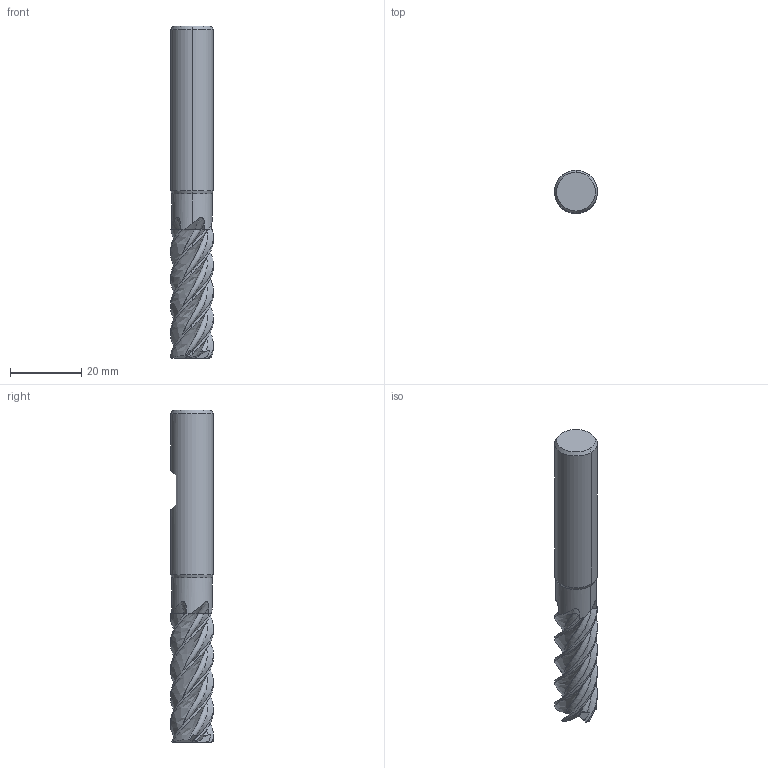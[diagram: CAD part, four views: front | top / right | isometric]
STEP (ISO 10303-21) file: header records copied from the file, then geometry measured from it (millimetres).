
FILE_DESCRIPTION(('no description'),'unknown implementation level');
FILE_NAME('EXPK1-M02-0254-12-Detail.stp',' ',('CIMSOURCE GmbH'),('CADClick - KiM GmbH - www.kimweb.de'),'unknown preprocess','ACIS','unknown authorization');
FILE_SCHEMA(('automotive_design'));
Length unit declared in the file: millimetre
Products named in the file (2): NOCUT; CUT
Bounding box: 12 x 12 x 93 mm (x, y, z)
Volume: 8427.4 mm3; surface area: 4278.7 mm2
Topology: 2 solids, 2 shells, 136 faces, 374 edges, 238 vertices
Faces by surface type: bspline 45, plane 44, cone 23, revolution 15, torus 5, cylinder 4
Entity records: 31466 total; most frequent: CARTESIAN_POINT 24402, STYLED_ITEM 746, PRESENTATION_STYLE_ASSIGNMENT 746, COLOUR_RGB 746, ORIENTED_EDGE 740, DIRECTION 385, EDGE_CURVE 370, CURVE_STYLE 370
